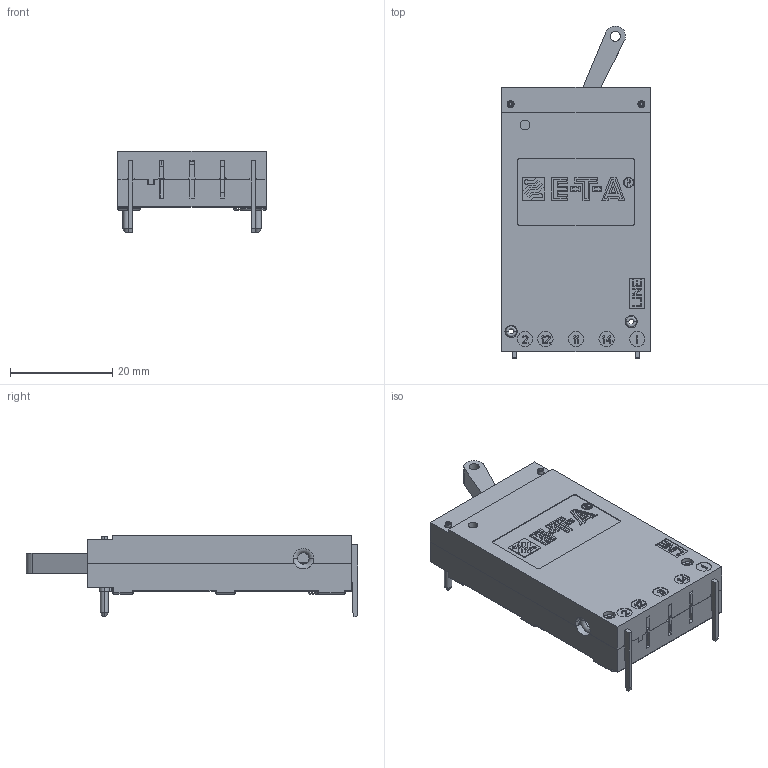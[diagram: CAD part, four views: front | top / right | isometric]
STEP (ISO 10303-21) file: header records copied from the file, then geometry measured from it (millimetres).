
FILE_DESCRIPTION((''),'2;1');
FILE_NAME('ZBZ2215_L110_L1XX_S0X_SW0001','2017-10-20T',('agerngross'),(''),'PRO/ENGINEER BY PARAMETRIC TECHNOLOGY CORPORATION, 2014200','PRO/ENGINEER BY PARAMETRIC TECHNOLOGY CORPORATION, 2014200','');
FILE_SCHEMA(('AUTOMOTIVE_DESIGN { 1 0 10303 214 1 1 1 1 }'));
Length unit declared in the file: millimetre
Products named in the file (1): ZBZ2215_L110_L1XX_S0X_SW0001
Bounding box: 29 x 64.97 x 16.05 mm (x, y, z)
Surface area: 11480.2 mm2 (no closed solid volume)
Topology: 0 solids, 64 shells, 747 faces, 3101 edges, 2368 vertices
Faces by surface type: plane 499, cylinder 205, torus 22, cone 17, sphere 4
Entity records: 37269 total; most frequent: CARTESIAN_POINT 6568, DIRECTION 5184, ORIENTED_EDGE 4723, EDGE_CURVE 3100, VECTOR 2436, LINE 2436, VERTEX_POINT 2368, AXIS2_PLACEMENT_3D 1374
